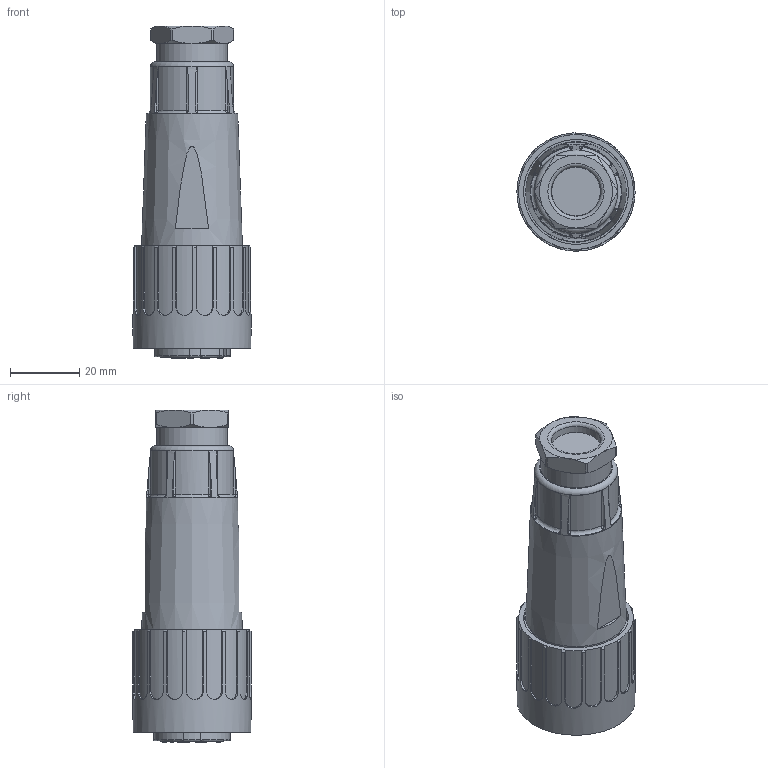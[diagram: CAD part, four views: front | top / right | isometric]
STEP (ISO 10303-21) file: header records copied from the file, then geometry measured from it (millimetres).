
FILE_DESCRIPTION(/* description */ (''),/* implementation_level */ '2;1');
FILE_NAME(/* name */ 'c016 10e014 003 1nxc001-01.stp',/* time_stamp */ '2019-07-08T08:37:57+02:00',/* author */ (''),/* organization */ (''),/* preprocessor_version */ 'ST-DEVELOPER v16.7',/* originating_system */ 'SIEMENS PLM Software NX 12.0',/* authorisation */ '');
FILE_SCHEMA (('AUTOMOTIVE_DESIGN { 1 0 10303 214 3 1 1 1 }'));
Length unit declared in the file: millimetre
Products named in the file (1): c016 10e014 003 1nxc001-01
Bounding box: 34 x 34 x 95.6 mm (x, y, z)
Volume: 54487.4 mm3; surface area: 15816.6 mm2
Topology: 1 solids, 2 shells, 648 faces, 1622 edges, 1034 vertices
Faces by surface type: plane 353, cylinder 154, extrusion 56, cone 40, bspline 36, torus 9
Full cylindrical faces by diameter (mm): 1.3 x1, 1.5 x1, 18 x1, 20.4 x1, 22 x2, 27 x1, 30.2 x2, 34 x1
Entity records: 22771 total; most frequent: CARTESIAN_POINT 8482, ORIENTED_EDGE 3166, DIRECTION 2483, EDGE_CURVE 1583, VERTEX_POINT 1025, AXIS2_PLACEMENT_3D 830, VECTOR 823, LINE 767
